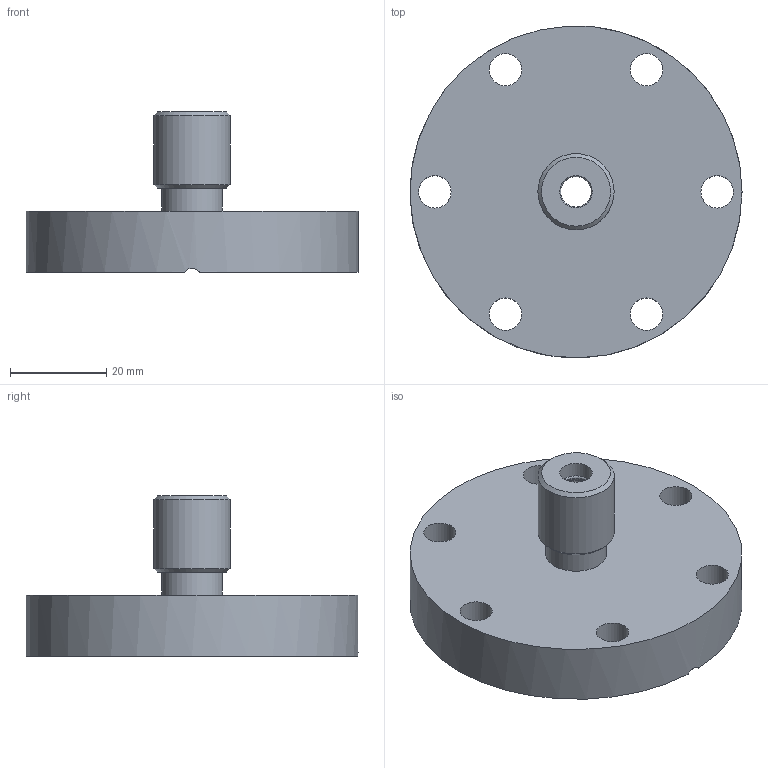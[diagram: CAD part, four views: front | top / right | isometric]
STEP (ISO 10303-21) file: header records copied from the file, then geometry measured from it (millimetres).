
FILE_DESCRIPTION(/* description */ (''),/* implementation_level */ '2;1');
FILE_NAME(/* name */ '5000607a.stp',/* time_stamp */ '2019-07-18T07:52:53-04:00',/* author */ ('Glen_C'),/* organization */ (''),/* preprocessor_version */ 'ST-DEVELOPER v16.13',/* originating_system */ 'Autodesk Inventor 2018',/* authorisation */ '');
FILE_SCHEMA (('AUTOMOTIVE_DESIGN { 1 0 10303 214 3 1 1 }'));
Length unit declared in the file: inch
Products named in the file (1): 5000607_S
Bounding box: 69.09 x 69.09 x 33.32 mm (x, y, z)
Volume: 45137.5 mm3; surface area: 14124.8 mm2
Topology: 1 solids, 4 shells, 45 faces, 105 edges, 71 vertices
Faces by surface type: cylinder 23, plane 13, cone 5, torus 4
Full cylindrical faces by diameter (mm): 6.35 x1, 6.731 x9, 7.925 x1, 9.525 x2, 10.668 x2, 11.328 x1, 12.649 x1, 15.875 x1, 41.91 x1, 48.311 x1, 69.088 x1
Entity records: 1238 total; most frequent: CARTESIAN_POINT 220, DIRECTION 200, ORIENTED_EDGE 124, EDGE_LOOP 98, AXIS2_PLACEMENT_3D 98, EDGE_CURVE 62, VERTEX_POINT 58, FACE_BOUND 53
